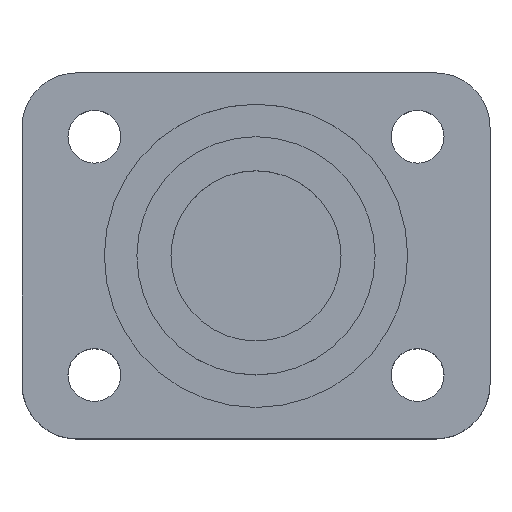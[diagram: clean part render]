
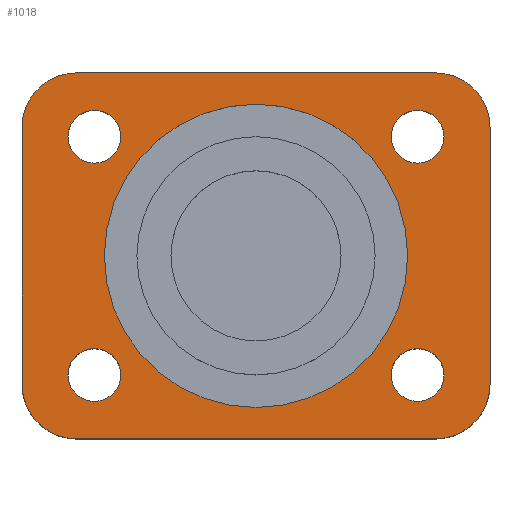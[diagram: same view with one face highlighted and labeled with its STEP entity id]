
A CAD part, top view. The second image highlights one B-rep face of the part: STEP entity #1018.
In plain terms, the highlighted planar face has unit normal (0, 0, 1).
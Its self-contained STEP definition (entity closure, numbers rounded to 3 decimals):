
#321=CARTESIAN_POINT('',(11.05,7.,10.0));
#322=VERTEX_POINT('',#321);
#323=CARTESIAN_POINT('',(9.5,7.,10.0));
#324=DIRECTION('',(0.0,0.0,-1.0));
#325=DIRECTION('',(-1.0,0.0,0.0));
#326=AXIS2_PLACEMENT_3D('',#323,#324,#325);
#327=CIRCLE('',#326,1.55);
#328=EDGE_CURVE('',#322,#322,#327,.T.);
#431=CARTESIAN_POINT('',(11.05,-7.,10.0));
#432=VERTEX_POINT('',#431);
#433=CARTESIAN_POINT('',(9.5,-7.,10.0));
#434=DIRECTION('',(0.0,0.0,-1.0));
#435=DIRECTION('',(-1.0,0.0,0.0));
#436=AXIS2_PLACEMENT_3D('',#433,#434,#435);
#437=CIRCLE('',#436,1.55);
#438=EDGE_CURVE('',#432,#432,#437,.T.);
#541=CARTESIAN_POINT('',(-7.95,-7.0,10.0));
#542=VERTEX_POINT('',#541);
#543=CARTESIAN_POINT('',(-9.5,-7.0,10.0));
#544=DIRECTION('',(0.0,0.0,-1.0));
#545=DIRECTION('',(-1.0,0.0,0.0));
#546=AXIS2_PLACEMENT_3D('',#543,#544,#545);
#547=CIRCLE('',#546,1.55);
#548=EDGE_CURVE('',#542,#542,#547,.T.);
#651=CARTESIAN_POINT('',(-7.95,7.,10.0));
#652=VERTEX_POINT('',#651);
#653=CARTESIAN_POINT('',(-9.5,7.,10.0));
#654=DIRECTION('',(0.0,0.0,-1.0));
#655=DIRECTION('',(-1.0,0.0,0.0));
#656=AXIS2_PLACEMENT_3D('',#653,#654,#655);
#657=CIRCLE('',#656,1.55);
#658=EDGE_CURVE('',#652,#652,#657,.T.);
#904=CARTESIAN_POINT('',(8.91,0.,10.0));
#905=VERTEX_POINT('',#904);
#906=CARTESIAN_POINT('',(0.0,0.0,10.0));
#907=DIRECTION('',(0.0,0.0,-1.0));
#908=DIRECTION('',(-1.0,0.0,0.0));
#909=AXIS2_PLACEMENT_3D('',#906,#907,#908);
#910=CIRCLE('',#909,8.91);
#911=EDGE_CURVE('',#905,#905,#910,.T.);
#928=CARTESIAN_POINT('',(-6.875,5.375,10.0));
#929=DIRECTION('',(0.0,0.0,1.0));
#930=DIRECTION('',(1.0,0.0,0.0));
#931=AXIS2_PLACEMENT_3D('',#928,#929,#930);
#932=PLANE('',#931);
#933=CARTESIAN_POINT('',(10.55,10.75,10.0));
#934=VERTEX_POINT('',#933);
#935=CARTESIAN_POINT('',(13.75,7.55,10.0));
#936=VERTEX_POINT('',#935);
#937=CARTESIAN_POINT('',(10.55,7.55,10.0));
#938=DIRECTION('',(0.0,0.0,-1.));
#939=DIRECTION('',(0.707,0.707,0.0));
#940=AXIS2_PLACEMENT_3D('',#937,#938,#939);
#941=CIRCLE('',#940,3.2);
#942=EDGE_CURVE('',#934,#936,#941,.T.);
#943=ORIENTED_EDGE('',*,*,#942,.F.);
#944=CARTESIAN_POINT('',(-10.55,10.75,10.0));
#945=VERTEX_POINT('',#944);
#946=CARTESIAN_POINT('',(-10.55,10.75,10.0));
#947=DIRECTION('',(1.0,0.0,0.0));
#948=VECTOR('',#947,21.1);
#949=LINE('',#946,#948);
#950=EDGE_CURVE('',#945,#934,#949,.T.);
#951=ORIENTED_EDGE('',*,*,#950,.F.);
#952=CARTESIAN_POINT('',(-13.75,7.55,10.0));
#953=VERTEX_POINT('',#952);
#954=CARTESIAN_POINT('',(-10.55,7.55,10.0));
#955=DIRECTION('',(0.0,0.0,-1.));
#956=DIRECTION('',(-0.707,0.707,0.0));
#957=AXIS2_PLACEMENT_3D('',#954,#955,#956);
#958=CIRCLE('',#957,3.2);
#959=EDGE_CURVE('',#953,#945,#958,.T.);
#960=ORIENTED_EDGE('',*,*,#959,.F.);
#961=CARTESIAN_POINT('',(-13.75,-7.55,10.0));
#962=VERTEX_POINT('',#961);
#963=CARTESIAN_POINT('',(-13.75,-7.55,10.0));
#964=DIRECTION('',(0.0,1.0,0.0));
#965=VECTOR('',#964,15.1);
#966=LINE('',#963,#965);
#967=EDGE_CURVE('',#962,#953,#966,.T.);
#968=ORIENTED_EDGE('',*,*,#967,.F.);
#969=CARTESIAN_POINT('',(-10.55,-10.75,10.0));
#970=VERTEX_POINT('',#969);
#971=CARTESIAN_POINT('',(-10.55,-7.55,10.0));
#972=DIRECTION('',(0.0,0.0,-1.));
#973=DIRECTION('',(-0.707,-0.707,0.0));
#974=AXIS2_PLACEMENT_3D('',#971,#972,#973);
#975=CIRCLE('',#974,3.2);
#976=EDGE_CURVE('',#970,#962,#975,.T.);
#977=ORIENTED_EDGE('',*,*,#976,.F.);
#978=CARTESIAN_POINT('',(10.55,-10.75,10.0));
#979=VERTEX_POINT('',#978);
#980=CARTESIAN_POINT('',(10.55,-10.75,10.0));
#981=DIRECTION('',(-1.0,0.0,0.0));
#982=VECTOR('',#981,21.1);
#983=LINE('',#980,#982);
#984=EDGE_CURVE('',#979,#970,#983,.T.);
#985=ORIENTED_EDGE('',*,*,#984,.F.);
#986=CARTESIAN_POINT('',(13.75,-7.55,10.0));
#987=VERTEX_POINT('',#986);
#988=CARTESIAN_POINT('',(10.55,-7.55,10.0));
#989=DIRECTION('',(0.0,0.0,-1.));
#990=DIRECTION('',(0.707,-0.707,0.0));
#991=AXIS2_PLACEMENT_3D('',#988,#989,#990);
#992=CIRCLE('',#991,3.2);
#993=EDGE_CURVE('',#987,#979,#992,.T.);
#994=ORIENTED_EDGE('',*,*,#993,.F.);
#995=CARTESIAN_POINT('',(13.75,7.55,10.0));
#996=DIRECTION('',(0.0,-1.0,0.0));
#997=VECTOR('',#996,15.1);
#998=LINE('',#995,#997);
#999=EDGE_CURVE('',#936,#987,#998,.T.);
#1000=ORIENTED_EDGE('',*,*,#999,.F.);
#1001=EDGE_LOOP('',(#943,#951,#960,#968,#977,#985,#994,#1000));
#1002=FACE_OUTER_BOUND('',#1001,.T.);
#1003=ORIENTED_EDGE('',*,*,#328,.T.);
#1004=EDGE_LOOP('',(#1003));
#1005=FACE_BOUND('',#1004,.T.);
#1006=ORIENTED_EDGE('',*,*,#438,.T.);
#1007=EDGE_LOOP('',(#1006));
#1008=FACE_BOUND('',#1007,.T.);
#1009=ORIENTED_EDGE('',*,*,#548,.T.);
#1010=EDGE_LOOP('',(#1009));
#1011=FACE_BOUND('',#1010,.T.);
#1012=ORIENTED_EDGE('',*,*,#658,.T.);
#1013=EDGE_LOOP('',(#1012));
#1014=FACE_BOUND('',#1013,.T.);
#1015=ORIENTED_EDGE('',*,*,#911,.T.);
#1016=EDGE_LOOP('',(#1015));
#1017=FACE_BOUND('',#1016,.T.);
#1018=ADVANCED_FACE('',(#1002,#1005,#1008,#1011,#1014,#1017),#932,.T.);
